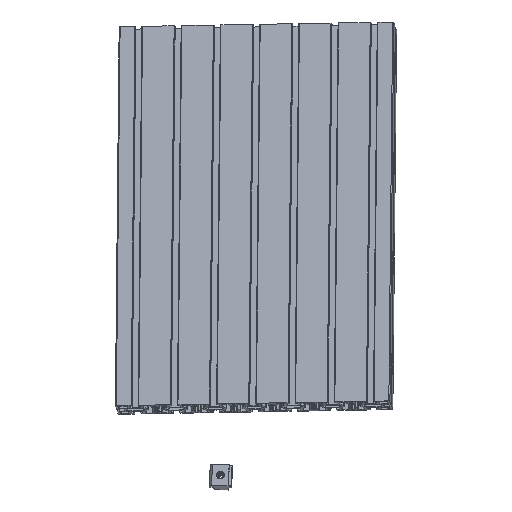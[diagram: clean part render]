
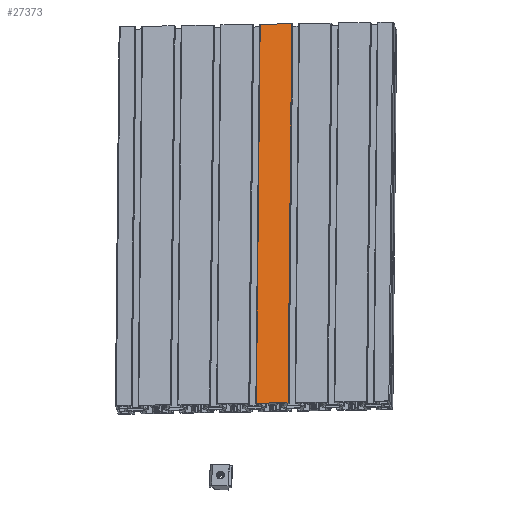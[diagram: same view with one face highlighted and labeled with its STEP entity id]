
A CAD part, front view. The second image highlights one B-rep face of the part: STEP entity #27373.
In plain terms, the highlighted face is planar.
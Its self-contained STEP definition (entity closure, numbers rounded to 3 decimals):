
#1566 = DIRECTION ( 'NONE',  ( 1., 0., 0. ) ) ;
#2731 = EDGE_CURVE ( 'NONE', #26774, #18638, #43296, .T. ) ;
#3917 = EDGE_LOOP ( 'NONE', ( #53831, #5714, #12474, #21055 ) ) ;
#5714 = ORIENTED_EDGE ( 'NONE', *, *, #43634, .F. ) ;
#5744 = LINE ( 'NONE', #43570, #51203 ) ;
#5982 = CARTESIAN_POINT ( 'NONE',  ( -4.85, 20., 250. ) ) ;
#6819 = CARTESIAN_POINT ( 'NONE',  ( -4.85, 20., -250. ) ) ;
#7172 = FACE_OUTER_BOUND ( 'NONE', #3917, .T. ) ;
#7688 = DIRECTION ( 'NONE',  ( -1., 0., 0. ) ) ;
#8061 = VECTOR ( 'NONE', #45719, 1000. ) ;
#9732 = CARTESIAN_POINT ( 'NONE',  ( -45.15, 20., 250. ) ) ;
#10219 = AXIS2_PLACEMENT_3D ( 'NONE', #23847, #11602, #11325 ) ;
#11325 = DIRECTION ( 'NONE',  ( 0., 0., 1. ) ) ;
#11602 = DIRECTION ( 'NONE',  ( 0., 1., 0. ) ) ;
#12474 = ORIENTED_EDGE ( 'NONE', *, *, #20242, .T. ) ;
#15803 = CARTESIAN_POINT ( 'NONE',  ( -45.15, 20., -250. ) ) ;
#17294 = EDGE_CURVE ( 'NONE', #18638, #17753, #45511, .T. ) ;
#17753 = VERTEX_POINT ( 'NONE', #9732 ) ;
#18638 = VERTEX_POINT ( 'NONE', #5982 ) ;
#20242 = EDGE_CURVE ( 'NONE', #40160, #17753, #31890, .T. ) ;
#21055 = ORIENTED_EDGE ( 'NONE', *, *, #17294, .F. ) ;
#21070 = CARTESIAN_POINT ( 'NONE',  ( -4.85, 20., -2500. ) ) ;
#23847 = CARTESIAN_POINT ( 'NONE',  ( -4.85, 20., -2500. ) ) ;
#26774 = VERTEX_POINT ( 'NONE', #6819 ) ;
#27373 = ADVANCED_FACE ( 'NONE', ( #7172 ), #36074, .T. ) ;
#28793 = CARTESIAN_POINT ( 'NONE',  ( -175., 20., 250. ) ) ;
#28966 = VECTOR ( 'NONE', #38010, 1000. ) ;
#31619 = CARTESIAN_POINT ( 'NONE',  ( -45.15, 20., -2500. ) ) ;
#31890 = LINE ( 'NONE', #31619, #8061 ) ;
#36074 = PLANE ( 'NONE',  #10219 ) ;
#37924 = VECTOR ( 'NONE', #7688, 1000. ) ;
#38010 = DIRECTION ( 'NONE',  ( 0., 0., 1. ) ) ;
#40160 = VERTEX_POINT ( 'NONE', #15803 ) ;
#43296 = LINE ( 'NONE', #21070, #28966 ) ;
#43570 = CARTESIAN_POINT ( 'NONE',  ( -175., 20., -250. ) ) ;
#43634 = EDGE_CURVE ( 'NONE', #40160, #26774, #5744, .T. ) ;
#45511 = LINE ( 'NONE', #28793, #37924 ) ;
#45719 = DIRECTION ( 'NONE',  ( 0., 0., 1. ) ) ;
#51203 = VECTOR ( 'NONE', #1566, 1000. ) ;
#53831 = ORIENTED_EDGE ( 'NONE', *, *, #2731, .F. ) ;
